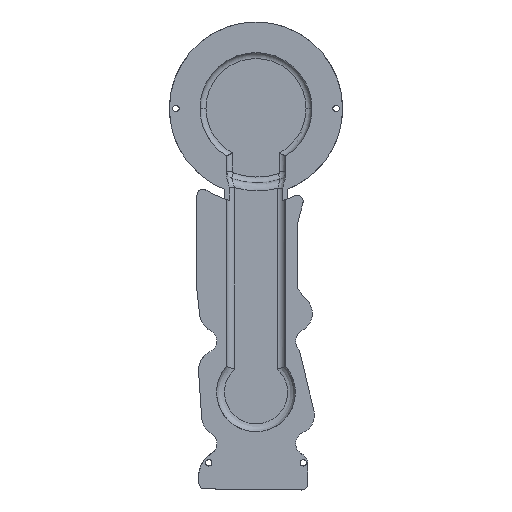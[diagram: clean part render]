
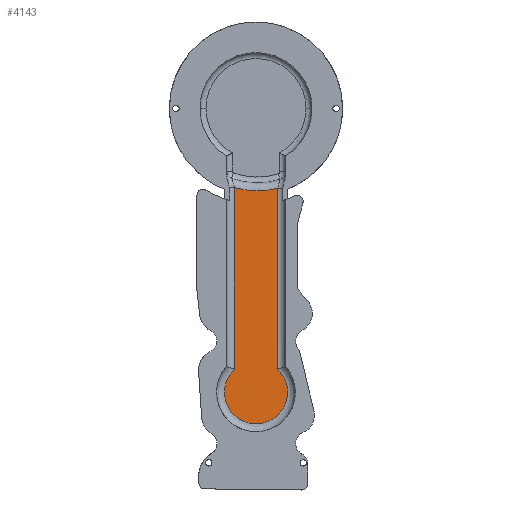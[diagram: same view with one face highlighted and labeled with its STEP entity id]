
A CAD part, top view. The second image highlights one B-rep face of the part: STEP entity #4143.
In plain terms, the highlighted planar face has unit normal (0, 0, 1).
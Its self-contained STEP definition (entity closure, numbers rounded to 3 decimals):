
#2 = DIRECTION ( 'NONE',  ( 1., 0., 0. ) ) ;
#18 = CARTESIAN_POINT ( 'NONE',  ( -370.658, 93.265, 6.5 ) ) ;
#48 = VECTOR ( 'NONE', #3572, 1000. ) ;
#51 = CARTESIAN_POINT ( 'NONE',  ( -356.913, 100.941, 6.5 ) ) ;
#78 = CARTESIAN_POINT ( 'NONE',  ( -355.95, 92.161, 6.5 ) ) ;
#275 = VERTEX_POINT ( 'NONE', #344 ) ;
#287 = CARTESIAN_POINT ( 'NONE',  ( -368.702, 101.539, 6.5 ) ) ;
#344 = CARTESIAN_POINT ( 'NONE',  ( -368.571, 147.866, 6.5 ) ) ;
#358 = EDGE_CURVE ( 'NONE', #4172, #1336, #5789, .T. ) ;
#423 = EDGE_CURVE ( 'NONE', #1336, #2455, #2448, .T. ) ;
#464 = CARTESIAN_POINT ( 'NONE',  ( -370.368, 92.525, 6.5 ) ) ;
#487 = ORIENTED_EDGE ( 'NONE', *, *, #4490, .T. ) ;
#495 = CARTESIAN_POINT ( 'NONE',  ( -355.068, 95.602, 6.5 ) ) ;
#523 = CARTESIAN_POINT ( 'NONE',  ( -369.569, 91.15, 6.5 ) ) ;
#768 = CARTESIAN_POINT ( 'NONE',  ( -370.953, 94.429, 6.5 ) ) ;
#826 = CARTESIAN_POINT ( 'NONE',  ( -370.673, 98.354, 6.5 ) ) ;
#855 = CARTESIAN_POINT ( 'NONE',  ( -357.347, 90.229, 6.5 ) ) ;
#901 = DIRECTION ( 'NONE',  ( 0., 0., -1. ) ) ;
#941 = CARTESIAN_POINT ( 'NONE',  ( -364.659, 87.981, 6.5 ) ) ;
#970 = CARTESIAN_POINT ( 'NONE',  ( -355.37, 93.635, 6.5 ) ) ;
#1122 = DIRECTION ( 'NONE',  ( 0., 1., 0. ) ) ;
#1159 = CARTESIAN_POINT ( 'NONE',  ( -369.227, 100.942, 6.5 ) ) ;
#1188 = CARTESIAN_POINT ( 'NONE',  ( -370.788, 97.975, 6.5 ) ) ;
#1207 = ORIENTED_EDGE ( 'NONE', *, *, #358, .T. ) ;
#1327 = CARTESIAN_POINT ( 'NONE',  ( -363.473, 87.829, 6.5 ) ) ;
#1336 = VERTEX_POINT ( 'NONE', #3481 ) ;
#1362 = CARTESIAN_POINT ( 'NONE',  ( -356.581, 91.139, 6.5 ) ) ;
#1391 = CARTESIAN_POINT ( 'NONE',  ( -355.777, 92.518, 6.5 ) ) ;
#1404 = CARTESIAN_POINT ( 'NONE',  ( -362.787, 168.053, 6.5 ) ) ;
#1408 = CARTESIAN_POINT ( 'NONE',  ( -368.571, 85.829, 6.5 ) ) ;
#1417 = CARTESIAN_POINT ( 'NONE',  ( -366.197, 88.425, 6.5 ) ) ;
#1664 = CARTESIAN_POINT ( 'NONE',  ( -368.834, 101.39, 6.5 ) ) ;
#1811 = CARTESIAN_POINT ( 'NONE',  ( -363.871, 87.861, 6.5 ) ) ;
#1845 = CARTESIAN_POINT ( 'NONE',  ( -355.13, 94.812, 6.5 ) ) ;
#1873 = CARTESIAN_POINT ( 'NONE',  ( -366.912, 88.766, 6.5 ) ) ;
#1954 = DIRECTION ( 'NONE',  ( 0., 0., 1. ) ) ;
#2109 = CARTESIAN_POINT ( 'NONE',  ( -369.594, 100.476, 6.5 ) ) ;
#2222 = CARTESIAN_POINT ( 'NONE',  ( -355.754, 99.089, 6.5 ) ) ;
#2249 = CARTESIAN_POINT ( 'NONE',  ( -370.195, 92.169, 6.5 ) ) ;
#2279 = CARTESIAN_POINT ( 'NONE',  ( -359.964, 88.449, 6.5 ) ) ;
#2308 = CARTESIAN_POINT ( 'NONE',  ( -359.248, 88.791, 6.5 ) ) ;
#2335 = CARTESIAN_POINT ( 'NONE',  ( -355.12, 96.796, 6.5 ) ) ;
#2448 = LINE ( 'NONE', #3831, #3895 ) ;
#2455 = VERTEX_POINT ( 'NONE', #4329 ) ;
#2655 = CARTESIAN_POINT ( 'NONE',  ( -357.044, 101.091, 6.5 ) ) ;
#2738 = CARTESIAN_POINT ( 'NONE',  ( -355.178, 97.195, 6.5 ) ) ;
#2770 = CARTESIAN_POINT ( 'NONE',  ( -355.351, 97.969, 6.5 ) ) ;
#2975 = CARTESIAN_POINT ( 'NONE',  ( -363.071, 85.829, 6.5 ) ) ;
#2988 = CARTESIAN_POINT ( 'NONE',  ( -370.962, 97.205, 6.5 ) ) ;
#3018 = CARTESIAN_POINT ( 'NONE',  ( -371.074, 95.613, 6.5 ) ) ;
#3077 = CARTESIAN_POINT ( 'NONE',  ( -370.203, 99.457, 6.5 ) ) ;
#3109 = CARTESIAN_POINT ( 'NONE',  ( -360.339, 88.303, 6.5 ) ) ;
#3139 = CARTESIAN_POINT ( 'NONE',  ( -357.571, 101.688, 6.5 ) ) ;
#3194 = LINE ( 'NONE', #1408, #48 ) ;
#3205 = CARTESIAN_POINT ( 'NONE',  ( -355.065, 95.999, 6.5 ) ) ;
#3230 = CARTESIAN_POINT ( 'NONE',  ( -358.904, 88.988, 6.5 ) ) ;
#3273 = ORIENTED_EDGE ( 'NONE', *, *, #423, .T. ) ;
#3435 = CARTESIAN_POINT ( 'NONE',  ( -370.111, 99.633, 6.5 ) ) ;
#3466 = CARTESIAN_POINT ( 'NONE',  ( -371.076, 96.016, 6.5 ) ) ;
#3481 = CARTESIAN_POINT ( 'NONE',  ( -357.571, 101.688, 6.5 ) ) ;
#3572 = DIRECTION ( 'NONE',  ( 0., -1., 0. ) ) ;
#3581 = CARTESIAN_POINT ( 'NONE',  ( -370.776, 93.652, 6.5 ) ) ;
#3610 = CARTESIAN_POINT ( 'NONE',  ( -361.485, 87.951, 6.5 ) ) ;
#3641 = CARTESIAN_POINT ( 'NONE',  ( -369.797, 91.483, 6.5 ) ) ;
#3670 = CARTESIAN_POINT ( 'NONE',  ( -355.487, 93.255, 6.5 ) ) ;
#3729 = AXIS2_PLACEMENT_3D ( 'NONE', #2975, #1954, #3762 ) ;
#3762 = DIRECTION ( 'NONE',  ( 1., 0., 0. ) ) ;
#3831 = CARTESIAN_POINT ( 'NONE',  ( -357.571, 85.829, 6.5 ) ) ;
#3895 = VECTOR ( 'NONE', #1122, 1000. ) ;
#4045 = CARTESIAN_POINT ( 'NONE',  ( -355.467, 98.348, 6.5 ) ) ;
#4068 = CARTESIAN_POINT ( 'NONE',  ( -368.24, 89.672, 6.5 ) ) ;
#4100 = CARTESIAN_POINT ( 'NONE',  ( -357.077, 90.52, 6.5 ) ) ;
#4132 = CARTESIAN_POINT ( 'NONE',  ( -356.545, 100.473, 6.5 ) ) ;
#4143 = ADVANCED_FACE ( 'NONE', ( #4723 ), #5167, .T. ) ;
#4164 = CARTESIAN_POINT ( 'NONE',  ( -357.439, 101.538, 6.5 ) ) ;
#4172 = VERTEX_POINT ( 'NONE', #4245 ) ;
#4215 = CIRCLE ( 'NONE', #4690, 21. ) ;
#4245 = CARTESIAN_POINT ( 'NONE',  ( -368.571, 101.688, 6.5 ) ) ;
#4329 = CARTESIAN_POINT ( 'NONE',  ( -357.571, 147.711, 6.5 ) ) ;
#4348 = CARTESIAN_POINT ( 'NONE',  ( -369.815, 100.149, 6.5 ) ) ;
#4429 = CARTESIAN_POINT ( 'NONE',  ( -368.571, 101.688, 6.5 ) ) ;
#4490 = EDGE_CURVE ( 'NONE', #2455, #275, #4215, .T. ) ;
#4549 = CARTESIAN_POINT ( 'NONE',  ( -358.247, 89.435, 6.5 ) ) ;
#4578 = CARTESIAN_POINT ( 'NONE',  ( -356.323, 100.145, 6.5 ) ) ;
#4606 = CARTESIAN_POINT ( 'NONE',  ( -357.307, 101.389, 6.5 ) ) ;
#4690 = AXIS2_PLACEMENT_3D ( 'NONE', #1404, #901, #2 ) ;
#4723 = FACE_OUTER_BOUND ( 'NONE', #5297, .T. ) ;
#4819 = CARTESIAN_POINT ( 'NONE',  ( -370.376, 99.096, 6.5 ) ) ;
#4842 = CARTESIAN_POINT ( 'NONE',  ( -371.012, 94.821, 6.5 ) ) ;
#4909 = CARTESIAN_POINT ( 'NONE',  ( -370.456, 98.911, 6.5 ) ) ;
#4964 = CARTESIAN_POINT ( 'NONE',  ( -355.928, 99.453, 6.5 ) ) ;
#5022 = CARTESIAN_POINT ( 'NONE',  ( -365.052, 88.071, 6.5 ) ) ;
#5051 = CARTESIAN_POINT ( 'NONE',  ( -355.19, 94.417, 6.5 ) ) ;
#5167 = PLANE ( 'NONE',  #3729 ) ;
#5200 = EDGE_CURVE ( 'NONE', #275, #4172, #3194, .T. ) ;
#5297 = EDGE_LOOP ( 'NONE', ( #487, #5897, #1207, #3273 ) ) ;
#5410 = CARTESIAN_POINT ( 'NONE',  ( -357.931, 89.688, 6.5 ) ) ;
#5474 = CARTESIAN_POINT ( 'NONE',  ( -356.352, 91.471, 6.5 ) ) ;
#5502 = CARTESIAN_POINT ( 'NONE',  ( -368.82, 90.214, 6.5 ) ) ;
#5743 = CARTESIAN_POINT ( 'NONE',  ( -371.02, 96.813, 6.5 ) ) ;
#5789 = B_SPLINE_CURVE_WITH_KNOTS ( 'NONE', 3,
 ( #4429, #287, #1664, #5838, #1159, #2109, #4348, #3435, #3077, #4819, #4909, #826, #1188, #2988, #5743, #3466, #3018, #4842, #768, #3581, #18, #464, #2249, #3641, #523, #5502, #4068, #1873, #1417, #5022, #941, #1811, #1327, #5893, #3610, #3109, #2279, #2308, #3230, #4549, #5410, #855, #4100, #1362, #5474, #78, #1391, #3670, #970, #5051, #1845, #495, #3205, #2335, #2738, #2770, #4045, #2222, #4964, #4578, #4132, #51, #2655, #4606, #4164, #3139 ),
 .UNSPECIFIED., .F., .F.,
 ( 4, 2, 2, 2, 2, 2, 2, 2, 2, 2, 2, 2, 2, 2, 2, 2, 2, 2, 2, 2, 2, 2, 2, 2, 2, 2, 2, 2, 2, 2, 2, 2, 4 ),
 ( 0., 0.001, 0.001, 0.002, 0.003, 0.004, 0.005, 0.006, 0.007, 0.008, 0.009, 0.011, 0.012, 0.014, 0.017, 0.018, 0.019, 0.021, 0.023, 0.024, 0.025, 0.026, 0.027, 0.028, 0.03, 0.031, 0.032, 0.033, 0.034, 0.036, 0.037, 0.037, 0.038 ),
 .UNSPECIFIED. ) ;
#5838 = CARTESIAN_POINT ( 'NONE',  ( -369.097, 101.092, 6.5 ) ) ;
#5893 = CARTESIAN_POINT ( 'NONE',  ( -362.268, 87.829, 6.5 ) ) ;
#5897 = ORIENTED_EDGE ( 'NONE', *, *, #5200, .T. ) ;
